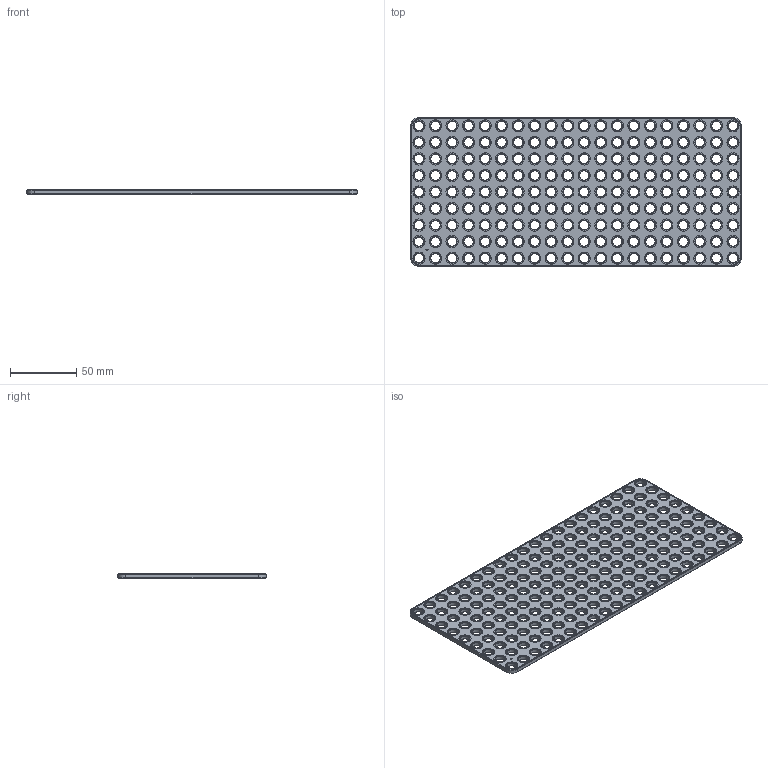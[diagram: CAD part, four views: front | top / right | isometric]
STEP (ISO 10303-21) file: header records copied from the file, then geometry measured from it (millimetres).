
FILE_DESCRIPTION(('FreeCAD Model'),'2;1');
FILE_NAME('Open CASCADE Shape Model','2024-10-09T00:56:41',(''),(''), 'Open CASCADE STEP processor 7.7','FreeCAD','Unknown');
FILE_SCHEMA(('AUTOMOTIVE_DESIGN { 1 0 10303 214 1 1 1 1 }'));
Length unit declared in the file: millimetre
Products named in the file (1): Plate RCT CRNR BU20x09x00.25 - SPN-PLT-0245 (stemfie.org)
Bounding box: 250 x 112.5 x 3.12 mm (x, y, z)
Volume: 62596.3 mm3; surface area: 56513.6 mm2
Topology: 1 solids, 1 shells, 1379 faces, 3119 edges, 1954 vertices
Faces by surface type: plane 515, cylinder 368, cone 368, extrusion 128
Full cylindrical faces by diameter (mm): 7 x180, 9.2 x180
Entity records: 39578 total; most frequent: CARTESIAN_POINT 7492, DIRECTION 6599, ORIENTED_EDGE 6238, EDGE_CURVE 3119, AXIS2_PLACEMENT_3D 2356, VERTEX_POINT 1954, FACE_BOUND 1951, EDGE_LOOP 1951
